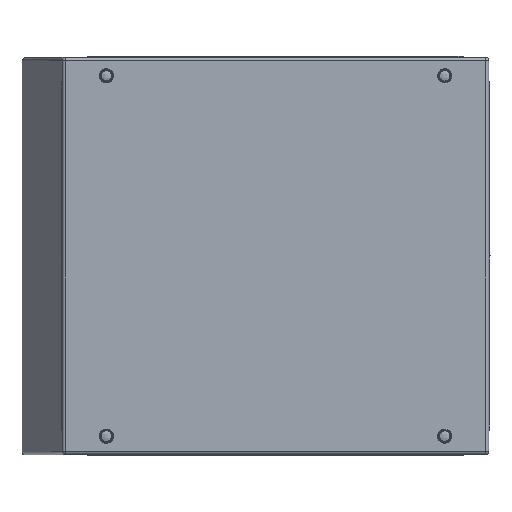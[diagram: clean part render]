
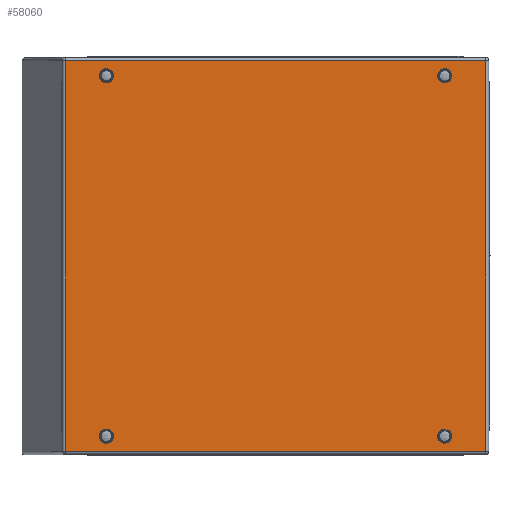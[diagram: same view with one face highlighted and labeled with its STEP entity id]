
A CAD part, top view. The second image highlights one B-rep face of the part: STEP entity #58060.
In plain terms, the highlighted planar face has unit normal (0, 0, 1).
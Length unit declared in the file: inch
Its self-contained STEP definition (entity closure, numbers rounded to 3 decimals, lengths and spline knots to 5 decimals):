
#1043 = DIRECTION ( 'NONE',  ( 0., -1., 0. ) ) ;
#1441 = VECTOR ( 'NONE', #40728, 39.37008 ) ;
#2330 = CARTESIAN_POINT ( 'NONE',  ( 1.5, 12.735, 8.748 ) ) ;
#2623 = VECTOR ( 'NONE', #6425, 39.37008 ) ;
#3534 = ORIENTED_EDGE ( 'NONE', *, *, #15743, .F. ) ;
#3770 = CARTESIAN_POINT ( 'NONE',  ( 14.5, 0.11, 8.748 ) ) ;
#4451 = CARTESIAN_POINT ( 'NONE',  ( 13., 0.625, 8.748 ) ) ;
#5933 = CIRCLE ( 'NONE', #16699, 0.14 ) ;
#6194 = DIRECTION ( 'NONE',  ( 0., 0., 1. ) ) ;
#6425 = DIRECTION ( 'NONE',  ( -1., 0., 0. ) ) ;
#7258 = EDGE_CURVE ( 'NONE', #32530, #32530, #39617, .T. ) ;
#7269 = DIRECTION ( 'NONE',  ( 0., -1., 0. ) ) ;
#7350 = CARTESIAN_POINT ( 'NONE',  ( 13., 12.735, 8.748 ) ) ;
#8477 = CARTESIAN_POINT ( 'NONE',  ( 0.11, 0.11, 8.748 ) ) ;
#9207 = DIRECTION ( 'NONE',  ( 1., 0., 0. ) ) ;
#9317 = PLANE ( 'NONE',  #59380 ) ;
#11063 = ORIENTED_EDGE ( 'NONE', *, *, #32924, .T. ) ;
#11573 = ORIENTED_EDGE ( 'NONE', *, *, #11679, .T. ) ;
#11679 = EDGE_CURVE ( 'NONE', #55643, #65944, #54745, .T. ) ;
#12323 = CARTESIAN_POINT ( 'NONE',  ( 0.11, 13.39, 8.748 ) ) ;
#12415 = VERTEX_POINT ( 'NONE', #7350 ) ;
#15743 = EDGE_CURVE ( 'NONE', #48851, #48851, #5933, .T. ) ;
#16699 = AXIS2_PLACEMENT_3D ( 'NONE', #31006, #6194, #1043 ) ;
#16984 = ORIENTED_EDGE ( 'NONE', *, *, #39102, .T. ) ;
#20140 = DIRECTION ( 'NONE',  ( 0., 0., 1. ) ) ;
#20367 = AXIS2_PLACEMENT_3D ( 'NONE', #27197, #54008, #48196 ) ;
#20421 = ORIENTED_EDGE ( 'NONE', *, *, #24246, .F. ) ;
#22029 = CARTESIAN_POINT ( 'NONE',  ( 0., 13.39, 8.748 ) ) ;
#22513 = CIRCLE ( 'NONE', #65923, 0.14 ) ;
#22583 = DIRECTION ( 'NONE',  ( 0., 0., 1. ) ) ;
#23716 = CARTESIAN_POINT ( 'NONE',  ( 14.39, 13.39, 8.748 ) ) ;
#24246 = EDGE_CURVE ( 'NONE', #56607, #56607, #64868, .T. ) ;
#24595 = FACE_BOUND ( 'NONE', #30384, .T. ) ;
#24816 = CARTESIAN_POINT ( 'NONE',  ( 14.39, 13.5, 8.748 ) ) ;
#25342 = VECTOR ( 'NONE', #9207, 39.37008 ) ;
#27197 = CARTESIAN_POINT ( 'NONE',  ( 1.5, 0.625, 8.748 ) ) ;
#29928 = DIRECTION ( 'NONE',  ( 0., 0., 1. ) ) ;
#30384 = EDGE_LOOP ( 'NONE', ( #3534 ) ) ;
#31006 = CARTESIAN_POINT ( 'NONE',  ( 1.5, 12.875, 8.748 ) ) ;
#31950 = EDGE_LOOP ( 'NONE', ( #54815 ) ) ;
#32214 = LINE ( 'NONE', #22029, #2623 ) ;
#32235 = VERTEX_POINT ( 'NONE', #23716 ) ;
#32530 = VERTEX_POINT ( 'NONE', #48821 ) ;
#32653 = EDGE_CURVE ( 'NONE', #65944, #32235, #50231, .T. ) ;
#32924 = EDGE_CURVE ( 'NONE', #42426, #55643, #39218, .T. ) ;
#38605 = EDGE_LOOP ( 'NONE', ( #20421 ) ) ;
#39102 = EDGE_CURVE ( 'NONE', #32235, #42426, #32214, .T. ) ;
#39218 = LINE ( 'NONE', #39892, #43912 ) ;
#39617 = CIRCLE ( 'NONE', #62369, 0.14 ) ;
#39647 = EDGE_LOOP ( 'NONE', ( #65667 ) ) ;
#39892 = CARTESIAN_POINT ( 'NONE',  ( 0.11, 0., 8.748 ) ) ;
#40728 = DIRECTION ( 'NONE',  ( 0., 1., 0. ) ) ;
#40864 = DIRECTION ( 'NONE',  ( 0., -1., 0. ) ) ;
#41353 = CARTESIAN_POINT ( 'NONE',  ( 1.5, 0.485, 8.748 ) ) ;
#42426 = VERTEX_POINT ( 'NONE', #12323 ) ;
#43912 = VECTOR ( 'NONE', #60208, 39.37008 ) ;
#44476 = ORIENTED_EDGE ( 'NONE', *, *, #32653, .T. ) ;
#44871 = EDGE_CURVE ( 'NONE', #12415, #12415, #22513, .T. ) ;
#45316 = FACE_BOUND ( 'NONE', #39647, .T. ) ;
#45868 = EDGE_LOOP ( 'NONE', ( #16984, #11063, #11573, #44476 ) ) ;
#47668 = CARTESIAN_POINT ( 'NONE',  ( 13., 12.875, 8.748 ) ) ;
#48196 = DIRECTION ( 'NONE',  ( 0., -1., 0. ) ) ;
#48821 = CARTESIAN_POINT ( 'NONE',  ( 13., 0.485, 8.748 ) ) ;
#48851 = VERTEX_POINT ( 'NONE', #2330 ) ;
#50231 = LINE ( 'NONE', #24816, #1441 ) ;
#54008 = DIRECTION ( 'NONE',  ( 0., 0., 1. ) ) ;
#54745 = LINE ( 'NONE', #3770, #25342 ) ;
#54815 = ORIENTED_EDGE ( 'NONE', *, *, #7258, .F. ) ;
#55187 = FACE_BOUND ( 'NONE', #31950, .T. ) ;
#55643 = VERTEX_POINT ( 'NONE', #8477 ) ;
#55833 = FACE_OUTER_BOUND ( 'NONE', #45868, .T. ) ;
#56607 = VERTEX_POINT ( 'NONE', #41353 ) ;
#58060 = ADVANCED_FACE ( 'NONE', ( #55833, #55187, #65709, #24595, #45316 ), #9317, .T. ) ;
#59380 = AXIS2_PLACEMENT_3D ( 'NONE', #62238, #20140, #40864 ) ;
#60208 = DIRECTION ( 'NONE',  ( 0., -1., 0. ) ) ;
#61760 = CARTESIAN_POINT ( 'NONE',  ( 14.39, 0.11, 8.748 ) ) ;
#62238 = CARTESIAN_POINT ( 'NONE',  ( 7.25, 6.75, 8.748 ) ) ;
#62369 = AXIS2_PLACEMENT_3D ( 'NONE', #4451, #29928, #67252 ) ;
#64868 = CIRCLE ( 'NONE', #20367, 0.14 ) ;
#65667 = ORIENTED_EDGE ( 'NONE', *, *, #44871, .F. ) ;
#65709 = FACE_BOUND ( 'NONE', #38605, .T. ) ;
#65923 = AXIS2_PLACEMENT_3D ( 'NONE', #47668, #22583, #7269 ) ;
#65944 = VERTEX_POINT ( 'NONE', #61760 ) ;
#67252 = DIRECTION ( 'NONE',  ( 0., -1., 0. ) ) ;
